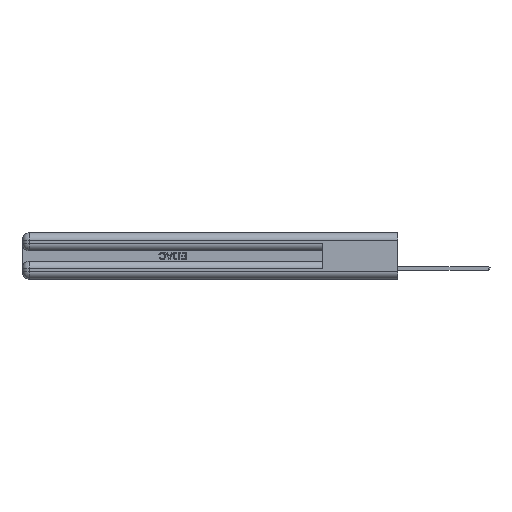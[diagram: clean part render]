
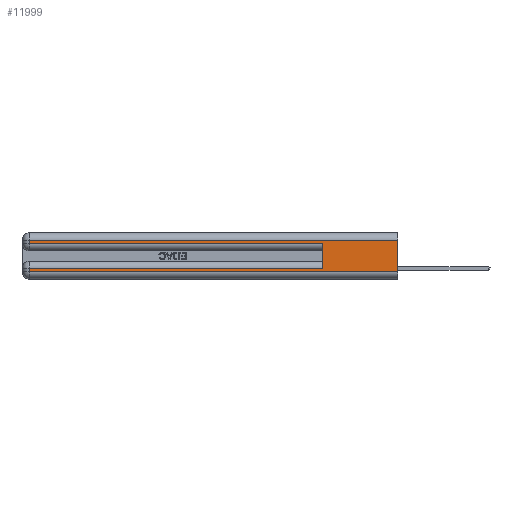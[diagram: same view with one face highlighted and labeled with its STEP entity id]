
A CAD part, left-side view. The second image highlights one B-rep face of the part: STEP entity #11999.
In plain terms, the highlighted planar face has unit normal (-1, 0, 0).
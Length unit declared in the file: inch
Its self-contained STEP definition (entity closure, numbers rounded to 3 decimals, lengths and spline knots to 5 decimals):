
#38 = ORIENTED_EDGE ( 'NONE', *, *, #38122, .T. ) ;
#197 = LINE ( 'NONE', #17296, #32618 ) ;
#1950 = VECTOR ( 'NONE', #42818, 39.37008 ) ;
#2414 = DIRECTION ( 'NONE',  ( 0., 1., 0. ) ) ;
#3420 = ORIENTED_EDGE ( 'NONE', *, *, #11975, .F. ) ;
#4149 = CARTESIAN_POINT ( 'NONE',  ( 0., 0.6, 0.085 ) ) ;
#4224 = LINE ( 'NONE', #14490, #8291 ) ;
#4673 = VERTEX_POINT ( 'NONE', #30514 ) ;
#4889 = LINE ( 'NONE', #34656, #43140 ) ;
#5627 = CARTESIAN_POINT ( 'NONE',  ( 0., 0., 0.085 ) ) ;
#6847 = DIRECTION ( 'NONE',  ( 1., 0., 0. ) ) ;
#8291 = VECTOR ( 'NONE', #13998, 39.37008 ) ;
#9754 = CARTESIAN_POINT ( 'NONE',  ( 0., 2.94, 0.285 ) ) ;
#10063 = DIRECTION ( 'NONE',  ( 0., 1., 0. ) ) ;
#10542 = ORIENTED_EDGE ( 'NONE', *, *, #20937, .T. ) ;
#10808 = CARTESIAN_POINT ( 'NONE',  ( 0., 2.94, 0.37 ) ) ;
#11975 = EDGE_CURVE ( 'NONE', #43988, #44411, #28503, .T. ) ;
#11999 = ADVANCED_FACE ( 'NONE', ( #46955 ), #22059, .F. ) ;
#12437 = DIRECTION ( 'NONE',  ( 0., -1., 0. ) ) ;
#13998 = DIRECTION ( 'NONE',  ( 0., 0., -1. ) ) ;
#14439 = ORIENTED_EDGE ( 'NONE', *, *, #45385, .T. ) ;
#14490 = CARTESIAN_POINT ( 'NONE',  ( 0., 0., 0.37 ) ) ;
#15638 = ORIENTED_EDGE ( 'NONE', *, *, #47285, .T. ) ;
#15735 = CARTESIAN_POINT ( 'NONE',  ( 0., 0., 0.06 ) ) ;
#16895 = CARTESIAN_POINT ( 'NONE',  ( 0., 0., 0.285 ) ) ;
#17296 = CARTESIAN_POINT ( 'NONE',  ( 0., 0., 0.31 ) ) ;
#20831 = LINE ( 'NONE', #40389, #46349 ) ;
#20937 = EDGE_CURVE ( 'NONE', #44267, #4673, #197, .T. ) ;
#21834 = EDGE_CURVE ( 'NONE', #43988, #40558, #30861, .T. ) ;
#21908 = DIRECTION ( 'NONE',  ( 0., 0., -1. ) ) ;
#21922 = CARTESIAN_POINT ( 'NONE',  ( 0., 0.6, 0.285 ) ) ;
#22059 = PLANE ( 'NONE',  #27093 ) ;
#22274 = ORIENTED_EDGE ( 'NONE', *, *, #41275, .T. ) ;
#22555 = EDGE_LOOP ( 'NONE', ( #37896, #10542, #15638, #14439, #3420, #33199, #38, #22274 ) ) ;
#25508 = DIRECTION ( 'NONE',  ( 0., 0., -1. ) ) ;
#25602 = VERTEX_POINT ( 'NONE', #41388 ) ;
#27093 = AXIS2_PLACEMENT_3D ( 'NONE', #33115, #6847, #21908 ) ;
#28503 = LINE ( 'NONE', #33275, #30792 ) ;
#29290 = DIRECTION ( 'NONE',  ( 0., 0., -1. ) ) ;
#30111 = VERTEX_POINT ( 'NONE', #9754 ) ;
#30514 = CARTESIAN_POINT ( 'NONE',  ( 0., 2.94, 0.31 ) ) ;
#30792 = VECTOR ( 'NONE', #40066, 39.37008 ) ;
#30861 = LINE ( 'NONE', #5627, #38386 ) ;
#32537 = LINE ( 'NONE', #10808, #40043 ) ;
#32618 = VECTOR ( 'NONE', #10063, 39.37008 ) ;
#33115 = CARTESIAN_POINT ( 'NONE',  ( 0., 0., 0.37 ) ) ;
#33199 = ORIENTED_EDGE ( 'NONE', *, *, #21834, .T. ) ;
#33275 = CARTESIAN_POINT ( 'NONE',  ( 0., 0.6, 0.145 ) ) ;
#34656 = CARTESIAN_POINT ( 'NONE',  ( 0., 0., 0.06 ) ) ;
#36186 = EDGE_CURVE ( 'NONE', #44267, #42820, #4224, .T. ) ;
#37835 = LINE ( 'NONE', #16895, #1950 ) ;
#37896 = ORIENTED_EDGE ( 'NONE', *, *, #36186, .F. ) ;
#38109 = CARTESIAN_POINT ( 'NONE',  ( 0., 2.94, 0.085 ) ) ;
#38122 = EDGE_CURVE ( 'NONE', #40558, #25602, #32537, .T. ) ;
#38386 = VECTOR ( 'NONE', #2414, 39.37008 ) ;
#39143 = CARTESIAN_POINT ( 'NONE',  ( 0., 0., 0.31 ) ) ;
#40043 = VECTOR ( 'NONE', #29290, 39.37008 ) ;
#40066 = DIRECTION ( 'NONE',  ( 0., 0., 1. ) ) ;
#40389 = CARTESIAN_POINT ( 'NONE',  ( 0., 2.94, 0.37 ) ) ;
#40558 = VERTEX_POINT ( 'NONE', #38109 ) ;
#41275 = EDGE_CURVE ( 'NONE', #25602, #42820, #4889, .T. ) ;
#41388 = CARTESIAN_POINT ( 'NONE',  ( 0., 2.94, 0.06 ) ) ;
#42818 = DIRECTION ( 'NONE',  ( 0., -1., 0. ) ) ;
#42820 = VERTEX_POINT ( 'NONE', #15735 ) ;
#43140 = VECTOR ( 'NONE', #12437, 39.37008 ) ;
#43988 = VERTEX_POINT ( 'NONE', #4149 ) ;
#44267 = VERTEX_POINT ( 'NONE', #39143 ) ;
#44411 = VERTEX_POINT ( 'NONE', #21922 ) ;
#45385 = EDGE_CURVE ( 'NONE', #30111, #44411, #37835, .T. ) ;
#46349 = VECTOR ( 'NONE', #25508, 39.37008 ) ;
#46955 = FACE_OUTER_BOUND ( 'NONE', #22555, .T. ) ;
#47285 = EDGE_CURVE ( 'NONE', #4673, #30111, #20831, .T. ) ;
